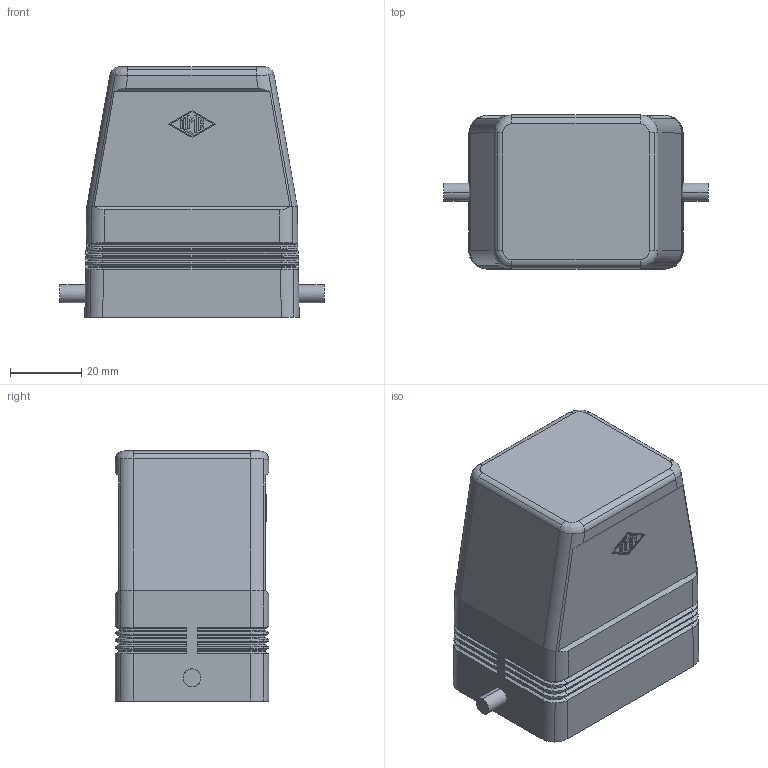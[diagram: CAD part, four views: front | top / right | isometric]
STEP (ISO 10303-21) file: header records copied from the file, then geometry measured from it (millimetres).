
FILE_DESCRIPTION((''),'2;1');
FILE_NAME('CAC 06 L.stp','2007-01-02T16:40:26',('gembarski'),(''),'Autodesk Inventor 7','Autodesk Inventor 7','');
FILE_SCHEMA(('AUTOMOTIVE_DESIGN { 1 0 10303 214 1 1 1 1 }'));
Length unit declared in the file: millimetre
Products named in the file (1): CAC 06 L
Bounding box: 74 x 43 x 70 mm (x, y, z)
Volume: 47290.1 mm3; surface area: 30017 mm2
Topology: 1 solids, 1 shells, 336 faces, 851 edges, 522 vertices
Faces by surface type: plane 120, cylinder 104, bspline 92, cone 20
Entity records: 10908 total; most frequent: CARTESIAN_POINT 3142, ORIENTED_EDGE 1686, DIRECTION 1485, EDGE_CURVE 843, VECTOR 563, LINE 563, VERTEX_POINT 522, AXIS2_PLACEMENT_3D 461
